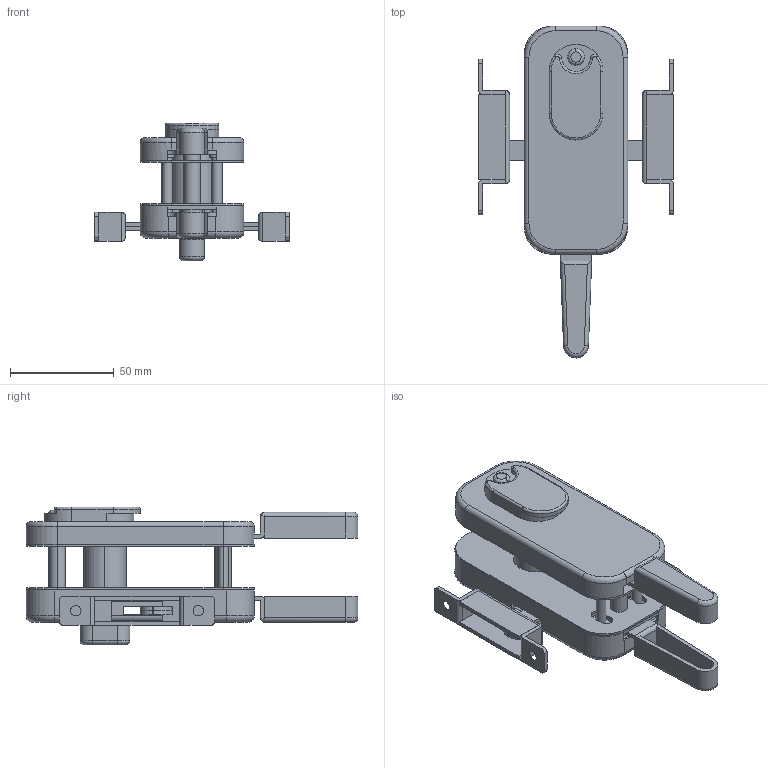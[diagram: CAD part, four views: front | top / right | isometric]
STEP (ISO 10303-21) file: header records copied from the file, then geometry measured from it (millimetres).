
FILE_DESCRIPTION (( 'STEP AP203' ), '1' );
FILE_NAME ('A-1299.STEP', '2019-06-10T02:49:35', ( '' ), ( '' ), 'SwSTEP 2.0', 'SolidWorks 2014', '' );
FILE_SCHEMA (( 'CONFIG_CONTROL_DESIGN' ));
Length unit declared in the file: millimetre
Products named in the file (30): A-1299_撪晹僴儞僪儖Assy_; A-1299; A-1299_フタ_; A-1299_取付ネジ足ガイド__上部用; A-1299_ハンドル__外部; A-1299_シリンダー_; A-1299_カマ__副; A-1299_ハンドル__内部; A-1299_奜晹僴儞僪儖Assy_; A-1299_カバー_; A-1299_外部長座ネジ足_; A-1299_カマ軸_; A-1299_外部長座カバー_; A-1299_サムターン_; A-1299_十字穴付皿小ねじ_内径基準ver1.02__M5x15十字穴付皿小ねじ(SUS); A-1299_ハンドル連結ピン_; A-1299_シリンダーカバー_; A-1299_僇儅Assy__R; A-1299_取付ネジ足ガイド__下部ハンドル軸兼用; A-1299_受座_; A-1299_ケース_; A-1299_外部長座上部ネジ足取付板_; A-1299_防水パッキン_; A-1299_外部Assy_; A-1299_外部長座ボディ_; A-1299_カマ__主; A-1299_内部Assy_; A-1299_外部ハンドル軸_; A-1299_シリンダーカバー取付ピン_; A-1299_僇儅Assy__L
Assembly tree (35 placements, depth 4):
  A-1299
    A-1299_内部Assy_
      A-1299_カバー_
      A-1299_ケース_
      A-1299_フタ_
      A-1299_サムターン_
      A-1299_僇儅Assy__R
        A-1299_カマ__主
        A-1299_カマ__副
      A-1299_僇儅Assy__L
        A-1299_カマ__主
        A-1299_カマ__副
      A-1299_カマ軸_
      A-1299_防水パッキン_
      A-1299_取付ネジ足ガイド__上部用
      A-1299_十字穴付皿小ねじ_内径基準ver1.02__M5x15十字穴付皿小ねじ(SUS)  x2
    A-1299_撪晹僴儞僪儖Assy_
      A-1299_ハンドル__内部
      A-1299_取付ネジ足ガイド__下部ハンドル軸兼用
    A-1299_外部Assy_
      A-1299_外部長座カバー_
      A-1299_外部長座ボディ_
      A-1299_シリンダー_
      A-1299_シリンダーカバー_
      A-1299_シリンダーカバー取付ピン_
      A-1299_外部長座ネジ足_
      A-1299_外部長座上部ネジ足取付板_
      A-1299_防水パッキン_
    A-1299_奜晹僴儞僪儖Assy_
      A-1299_ハンドル__外部
      A-1299_ハンドル連結ピン_  x2
      A-1299_外部ハンドル軸_
    A-1299_受座_  x2
Bounding box: 94 x 160 x 66.5 mm (x, y, z)
Volume: 99580.4 mm3; surface area: 134901.3 mm2
Topology: 29 solids, 29 shells, 940 faces, 2368 edges, 1507 vertices
Faces by surface type: cylinder 425, plane 409, cone 64, torus 42
Entity records: 26466 total; most frequent: DIRECTION 4298, CARTESIAN_POINT 3972, ORIENTED_EDGE 3792, EDGE_CURVE 1896, AXIS2_PLACEMENT_3D 1614, VERTEX_POINT 1208, VECTOR 1070, LINE 1070
